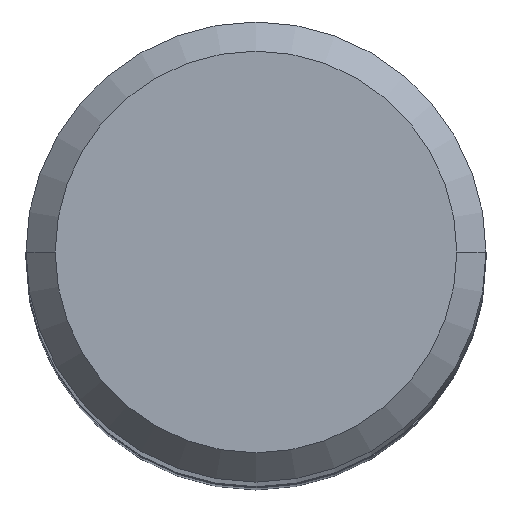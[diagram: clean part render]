
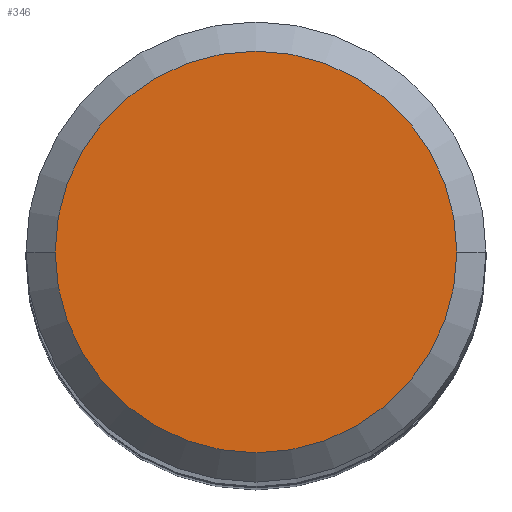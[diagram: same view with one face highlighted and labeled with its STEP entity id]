
A CAD part, top view. The second image highlights one B-rep face of the part: STEP entity #346.
In plain terms, the highlighted planar face has unit normal (0, 0, 1).
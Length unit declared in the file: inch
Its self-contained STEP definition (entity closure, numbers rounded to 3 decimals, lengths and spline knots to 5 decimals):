
#1 = DIRECTION ( 'NONE',  ( 0., 0., -1. ) ) ;
#14 = ORIENTED_EDGE ( 'NONE', *, *, #439, .F. ) ;
#54 = CIRCLE ( 'NONE', #454, 0.1375 ) ;
#57 = DIRECTION ( 'NONE',  ( 0., 0., 1. ) ) ;
#63 = VERTEX_POINT ( 'NONE', #121 ) ;
#99 = FACE_OUTER_BOUND ( 'NONE', #466, .T. ) ;
#114 = CIRCLE ( 'NONE', #435, 0.1375 ) ;
#121 = CARTESIAN_POINT ( 'NONE',  ( 0.1375, 0., 0. ) ) ;
#172 = EDGE_CURVE ( 'NONE', #444, #63, #54, .T. ) ;
#194 = DIRECTION ( 'NONE',  ( -1., 0., 0. ) ) ;
#241 = CARTESIAN_POINT ( 'NONE',  ( -0.1375, 0., 0. ) ) ;
#256 = CARTESIAN_POINT ( 'NONE',  ( 0., 0., 0. ) ) ;
#274 = PLANE ( 'NONE',  #505 ) ;
#283 = ORIENTED_EDGE ( 'NONE', *, *, #172, .F. ) ;
#286 = CARTESIAN_POINT ( 'NONE',  ( 0., 0., 0. ) ) ;
#326 = DIRECTION ( 'NONE',  ( 0., 0., -1. ) ) ;
#346 = ADVANCED_FACE ( 'NONE', ( #99 ), #274, .T. ) ;
#435 = AXIS2_PLACEMENT_3D ( 'NONE', #286, #326, #194 ) ;
#439 = EDGE_CURVE ( 'NONE', #63, #444, #114, .T. ) ;
#444 = VERTEX_POINT ( 'NONE', #241 ) ;
#447 = CARTESIAN_POINT ( 'NONE',  ( 0., 0.1375, 0. ) ) ;
#454 = AXIS2_PLACEMENT_3D ( 'NONE', #256, #1, #520 ) ;
#466 = EDGE_LOOP ( 'NONE', ( #283, #14 ) ) ;
#497 = DIRECTION ( 'NONE',  ( 1., 0., 0. ) ) ;
#505 = AXIS2_PLACEMENT_3D ( 'NONE', #447, #57, #497 ) ;
#520 = DIRECTION ( 'NONE',  ( -1., 0., 0. ) ) ;
